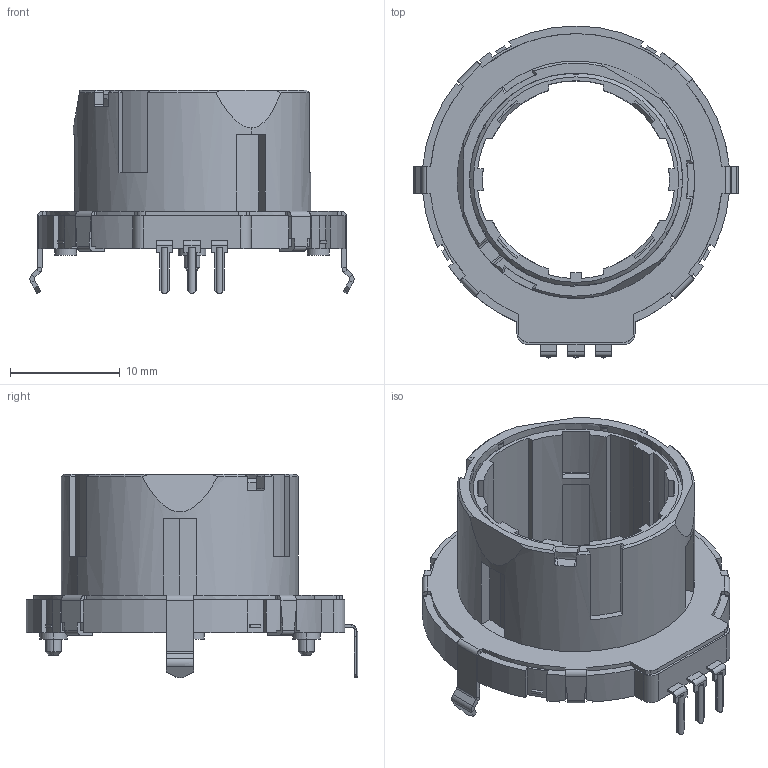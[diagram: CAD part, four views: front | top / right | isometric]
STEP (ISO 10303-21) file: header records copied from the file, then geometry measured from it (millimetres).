
FILE_DESCRIPTION (( 'STEP AP214' ), '1' );
FILE_NAME ('EC28A1550401.STEP', '2011-05-26T05:19:01', ( ' ' ), ( '' ), 'SwSTEP 2.0', 'SolidWorks 2007', '' );
FILE_SCHEMA (( 'AUTOMOTIVE_DESIGN' ));
Length unit declared in the file: millimetre
Products named in the file (1): EC28A1550401
Bounding box: 29.5 x 30.2 x 18.5 mm (x, y, z)
Volume: 2532 mm3; surface area: 3034.7 mm2
Topology: 1 solids, 1 shells, 473 faces, 1266 edges, 809 vertices
Faces by surface type: plane 321, cylinder 135, cone 17
Entity records: 20446 total; most frequent: CARTESIAN_POINT 3816, ORIENTED_EDGE 2532, DIRECTION 2115, EDGE_CURVE 1266, VECTOR 861, LINE 861, VERTEX_POINT 809, AXIS2_PLACEMENT_3D 627
